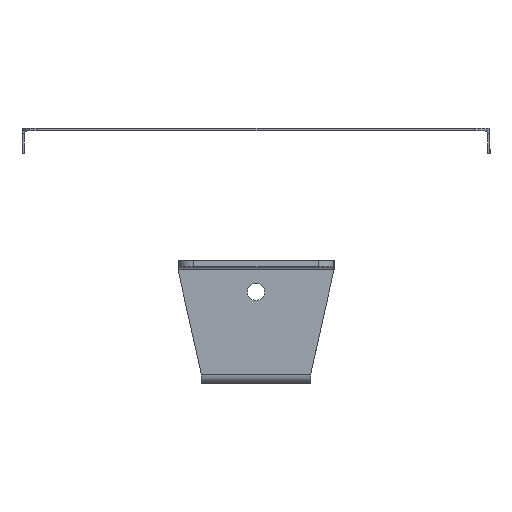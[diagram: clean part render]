
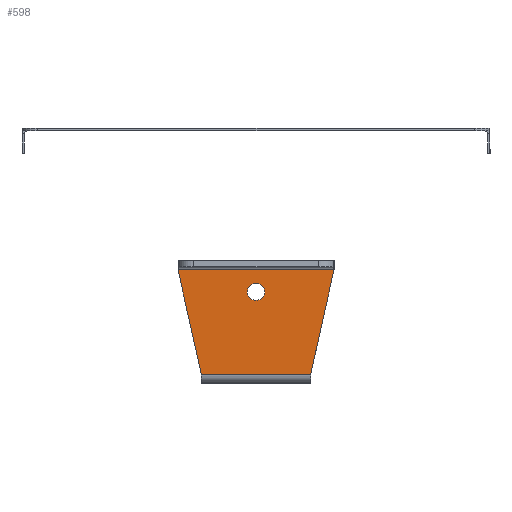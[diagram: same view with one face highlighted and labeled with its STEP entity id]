
A CAD part, left-side view. The second image highlights one B-rep face of the part: STEP entity #598.
In plain terms, the highlighted planar face has unit normal (-1, 0, 0).
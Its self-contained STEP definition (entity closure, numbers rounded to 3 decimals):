
#14 = CARTESIAN_POINT ( 'NONE',  ( -2., -23.253, -10.803 ) ) ;
#254 = VERTEX_POINT ( 'NONE', #3390 ) ;
#275 = CARTESIAN_POINT ( 'NONE',  ( -2., 25., 0. ) ) ;
#435 = DIRECTION ( 'NONE',  ( 0., 0.218, -0.976 ) ) ;
#442 = CARTESIAN_POINT ( 'NONE',  ( -2., -17.5, -36.5 ) ) ;
#494 = ORIENTED_EDGE ( 'NONE', *, *, #2059, .F. ) ;
#536 = ORIENTED_EDGE ( 'NONE', *, *, #3463, .T. ) ;
#598 = ADVANCED_FACE ( 'NONE', ( #1665, #4813 ), #3971, .T. ) ;
#673 = EDGE_LOOP ( 'NONE', ( #494, #3016 ) ) ;
#684 = CARTESIAN_POINT ( 'NONE',  ( -2., 25., -3. ) ) ;
#753 = EDGE_CURVE ( 'NONE', #3655, #5601, #1345, .T. ) ;
#806 = ORIENTED_EDGE ( 'NONE', *, *, #753, .F. ) ;
#947 = VERTEX_POINT ( 'NONE', #5831 ) ;
#1173 = DIRECTION ( 'NONE',  ( -1., 0., 0. ) ) ;
#1345 = LINE ( 'NONE', #3166, #2654 ) ;
#1511 = AXIS2_PLACEMENT_3D ( 'NONE', #4345, #1173, #1711 ) ;
#1665 = FACE_BOUND ( 'NONE', #673, .T. ) ;
#1711 = DIRECTION ( 'NONE',  ( 0., 0., 1. ) ) ;
#1936 = DIRECTION ( 'NONE',  ( 0., -1., 0. ) ) ;
#1999 = CARTESIAN_POINT ( 'NONE',  ( -2., 25., -3. ) ) ;
#2059 = EDGE_CURVE ( 'NONE', #254, #3662, #5630, .T. ) ;
#2129 = EDGE_CURVE ( 'NONE', #947, #2741, #2224, .T. ) ;
#2224 = LINE ( 'NONE', #14, #5635 ) ;
#2355 = EDGE_CURVE ( 'NONE', #3662, #254, #4777, .T. ) ;
#2654 = VECTOR ( 'NONE', #4987, 1000. ) ;
#2740 = AXIS2_PLACEMENT_3D ( 'NONE', #275, #5718, #5256 ) ;
#2741 = VERTEX_POINT ( 'NONE', #442 ) ;
#2838 = LINE ( 'NONE', #2956, #5077 ) ;
#2956 = CARTESIAN_POINT ( 'NONE',  ( -2., 25., -36.5 ) ) ;
#3016 = ORIENTED_EDGE ( 'NONE', *, *, #2355, .F. ) ;
#3027 = CARTESIAN_POINT ( 'NONE',  ( -2., 0., -10. ) ) ;
#3110 = CARTESIAN_POINT ( 'NONE',  ( -2., 0., -7.25 ) ) ;
#3166 = CARTESIAN_POINT ( 'NONE',  ( -2., 25.64, -0.143 ) ) ;
#3375 = LINE ( 'NONE', #1999, #3464 ) ;
#3390 = CARTESIAN_POINT ( 'NONE',  ( -2., 0., -12.75 ) ) ;
#3453 = EDGE_CURVE ( 'NONE', #5601, #947, #3375, .T. ) ;
#3463 = EDGE_CURVE ( 'NONE', #3655, #2741, #2838, .T. ) ;
#3464 = VECTOR ( 'NONE', #4749, 1000. ) ;
#3655 = VERTEX_POINT ( 'NONE', #5343 ) ;
#3662 = VERTEX_POINT ( 'NONE', #3110 ) ;
#3971 = PLANE ( 'NONE',  #2740 ) ;
#4300 = ORIENTED_EDGE ( 'NONE', *, *, #2129, .F. ) ;
#4345 = CARTESIAN_POINT ( 'NONE',  ( -2., 0., -10. ) ) ;
#4393 = DIRECTION ( 'NONE',  ( 0., 0., 1. ) ) ;
#4575 = AXIS2_PLACEMENT_3D ( 'NONE', #3027, #4879, #4393 ) ;
#4749 = DIRECTION ( 'NONE',  ( 0., -1., 0. ) ) ;
#4777 = CIRCLE ( 'NONE', #4575, 2.75 ) ;
#4813 = FACE_OUTER_BOUND ( 'NONE', #4910, .T. ) ;
#4879 = DIRECTION ( 'NONE',  ( -1., 0., 0. ) ) ;
#4880 = ORIENTED_EDGE ( 'NONE', *, *, #3453, .F. ) ;
#4910 = EDGE_LOOP ( 'NONE', ( #536, #4300, #4880, #806 ) ) ;
#4987 = DIRECTION ( 'NONE',  ( 0., 0.218, 0.976 ) ) ;
#5077 = VECTOR ( 'NONE', #1936, 1000. ) ;
#5256 = DIRECTION ( 'NONE',  ( 0., 0., 1. ) ) ;
#5343 = CARTESIAN_POINT ( 'NONE',  ( -2., 17.5, -36.5 ) ) ;
#5601 = VERTEX_POINT ( 'NONE', #684 ) ;
#5630 = CIRCLE ( 'NONE', #1511, 2.75 ) ;
#5635 = VECTOR ( 'NONE', #435, 1000. ) ;
#5718 = DIRECTION ( 'NONE',  ( -1., 0., 0. ) ) ;
#5831 = CARTESIAN_POINT ( 'NONE',  ( -2., -25., -3. ) ) ;
